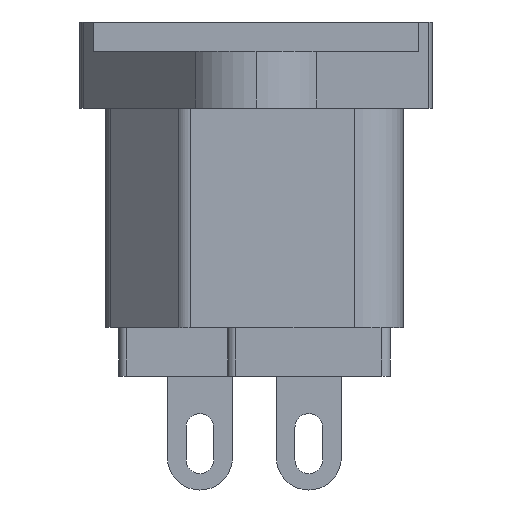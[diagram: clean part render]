
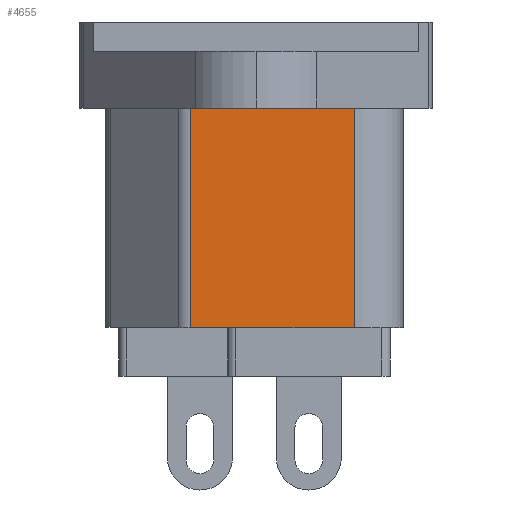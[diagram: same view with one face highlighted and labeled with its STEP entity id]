
A CAD part, left-side view. The second image highlights one B-rep face of the part: STEP entity #4655.
In plain terms, the highlighted planar face has unit normal (-1, 0, 0).
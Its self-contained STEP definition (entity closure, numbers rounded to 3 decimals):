
#58 = CARTESIAN_POINT ( 'NONE',  ( 11.65, 4.033, 16.5 ) ) ;
#310 = CARTESIAN_POINT ( 'NONE',  ( 11.65, -6.05, 16.5 ) ) ;
#313 = ORIENTED_EDGE ( 'NONE', *, *, #3937, .F. ) ;
#628 = DIRECTION ( 'NONE',  ( 0., -1., 0. ) ) ;
#678 = CARTESIAN_POINT ( 'NONE',  ( 11.65, 4.45, 3. ) ) ;
#750 = DIRECTION ( 'NONE',  ( 0., 1., 0. ) ) ;
#867 = VECTOR ( 'NONE', #4583, 1000. ) ;
#892 = EDGE_LOOP ( 'NONE', ( #313, #2472, #2922, #1694 ) ) ;
#987 = VECTOR ( 'NONE', #2736, 1000. ) ;
#993 = CARTESIAN_POINT ( 'NONE',  ( 11.65, 4.033, 3. ) ) ;
#1013 = CARTESIAN_POINT ( 'NONE',  ( 11.65, 4.033, 16.5 ) ) ;
#1139 = LINE ( 'NONE', #4279, #867 ) ;
#1184 = DIRECTION ( 'NONE',  ( 0., 0., 1. ) ) ;
#1208 = CARTESIAN_POINT ( 'NONE',  ( 11.65, -6.05, 16.5 ) ) ;
#1561 = EDGE_CURVE ( 'NONE', #2865, #4949, #3994, .T. ) ;
#1599 = LINE ( 'NONE', #58, #987 ) ;
#1694 = ORIENTED_EDGE ( 'NONE', *, *, #3956, .T. ) ;
#1759 = CARTESIAN_POINT ( 'NONE',  ( 11.65, 4.45, 16.5 ) ) ;
#1832 = PLANE ( 'NONE',  #3872 ) ;
#2472 = ORIENTED_EDGE ( 'NONE', *, *, #1561, .T. ) ;
#2533 = VECTOR ( 'NONE', #1184, 1000. ) ;
#2685 = LINE ( 'NONE', #678, #3158 ) ;
#2736 = DIRECTION ( 'NONE',  ( 0., 0., -1. ) ) ;
#2770 = EDGE_CURVE ( 'NONE', #4949, #4738, #1139, .T. ) ;
#2859 = CARTESIAN_POINT ( 'NONE',  ( 11.65, -6.05, 3. ) ) ;
#2865 = VERTEX_POINT ( 'NONE', #2859 ) ;
#2922 = ORIENTED_EDGE ( 'NONE', *, *, #2770, .T. ) ;
#3158 = VECTOR ( 'NONE', #750, 1000. ) ;
#3268 = VERTEX_POINT ( 'NONE', #993 ) ;
#3872 = AXIS2_PLACEMENT_3D ( 'NONE', #1759, #4907, #628 ) ;
#3937 = EDGE_CURVE ( 'NONE', #2865, #3268, #2685, .T. ) ;
#3956 = EDGE_CURVE ( 'NONE', #4738, #3268, #1599, .T. ) ;
#3994 = LINE ( 'NONE', #1208, #2533 ) ;
#4083 = FACE_OUTER_BOUND ( 'NONE', #892, .T. ) ;
#4279 = CARTESIAN_POINT ( 'NONE',  ( 11.65, 4.45, 16.5 ) ) ;
#4583 = DIRECTION ( 'NONE',  ( 0., 1., 0. ) ) ;
#4655 = ADVANCED_FACE ( 'NONE', ( #4083 ), #1832, .T. ) ;
#4738 = VERTEX_POINT ( 'NONE', #1013 ) ;
#4907 = DIRECTION ( 'NONE',  ( -1., 0., 0. ) ) ;
#4949 = VERTEX_POINT ( 'NONE', #310 ) ;
